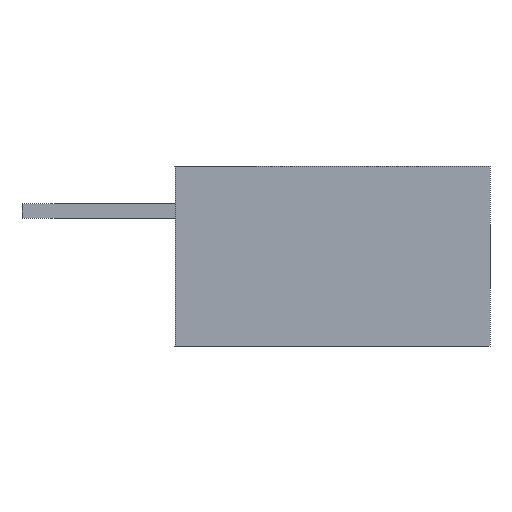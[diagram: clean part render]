
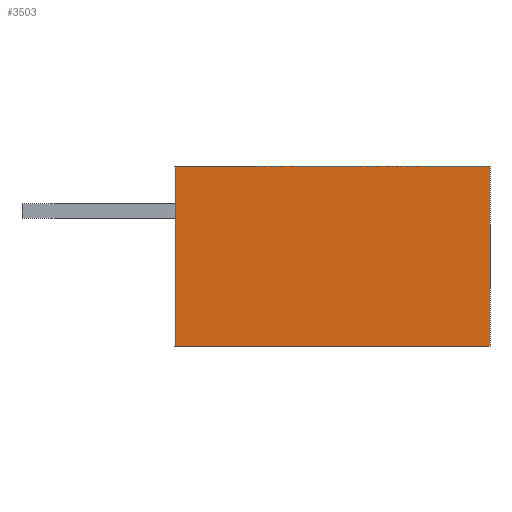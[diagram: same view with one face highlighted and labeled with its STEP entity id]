
A CAD part, left-side view. The second image highlights one B-rep face of the part: STEP entity #3503.
In plain terms, the highlighted planar face has unit normal (-1, 0, 0).
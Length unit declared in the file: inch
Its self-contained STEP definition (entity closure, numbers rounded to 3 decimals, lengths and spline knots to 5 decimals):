
#259=ORIENTED_EDGE('',*,*,#1168,.T.);
#260=ORIENTED_EDGE('',*,*,#1150,.F.);
#261=ORIENTED_EDGE('',*,*,#1244,.F.);
#262=ORIENTED_EDGE('',*,*,#1155,.T.);
#1150=EDGE_CURVE('',#1670,#1671,#2010,.T.);
#1155=EDGE_CURVE('',#1676,#1675,#2015,.T.);
#1168=EDGE_CURVE('',#1675,#1671,#2028,.T.);
#1244=EDGE_CURVE('',#1676,#1670,#2104,.T.);
#1670=VERTEX_POINT('',#4847);
#1671=VERTEX_POINT('',#4849);
#1675=VERTEX_POINT('',#4858);
#1676=VERTEX_POINT('',#4860);
#2010=LINE('',#4848,#2490);
#2015=LINE('',#4859,#2495);
#2028=LINE('',#4885,#2508);
#2104=LINE('',#5031,#2584);
#2490=VECTOR('',#3920,39.37008);
#2495=VECTOR('',#3927,39.37008);
#2508=VECTOR('',#3944,39.37008);
#2584=VECTOR('',#4064,39.37008);
#2986=EDGE_LOOP('',(#259,#260,#261,#262));
#3170=FACE_BOUND('',#2986,.T.);
#3349=PLANE('',#3703);
#3503=ADVANCED_FACE('',(#3170),#3349,.F.);
#3703=AXIS2_PLACEMENT_3D('',#5077,#4088,#4089);
#3920=DIRECTION('',(0.,-1.,0.));
#3927=DIRECTION('',(0.,-1.,0.));
#3944=DIRECTION('',(0.,0.,1.));
#4064=DIRECTION('',(0.,0.,1.));
#4088=DIRECTION('',(1.,0.,0.));
#4089=DIRECTION('',(0.,0.,-1.));
#4847=CARTESIAN_POINT('',(-0.26,0.35,0.1));
#4848=CARTESIAN_POINT('',(-0.26,0.35,0.1));
#4849=CARTESIAN_POINT('',(-0.26,0.,0.1));
#4858=CARTESIAN_POINT('',(-0.26,0.,-0.1));
#4859=CARTESIAN_POINT('',(-0.26,0.35,-0.1));
#4860=CARTESIAN_POINT('',(-0.26,0.35,-0.1));
#4885=CARTESIAN_POINT('',(-0.26,0.,-0.1));
#5031=CARTESIAN_POINT('',(-0.26,0.35,-0.1));
#5077=CARTESIAN_POINT('',(-0.26,0.35,-0.1));
